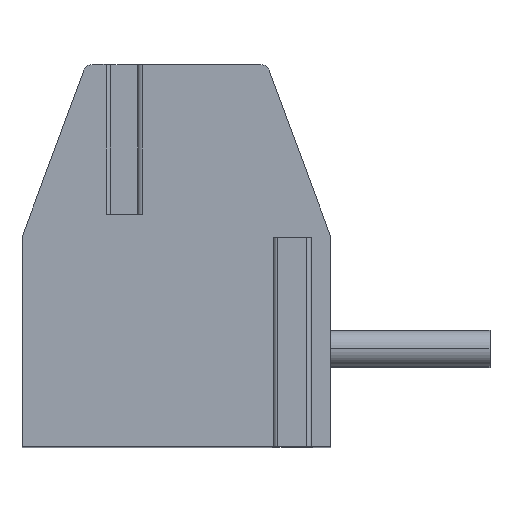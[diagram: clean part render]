
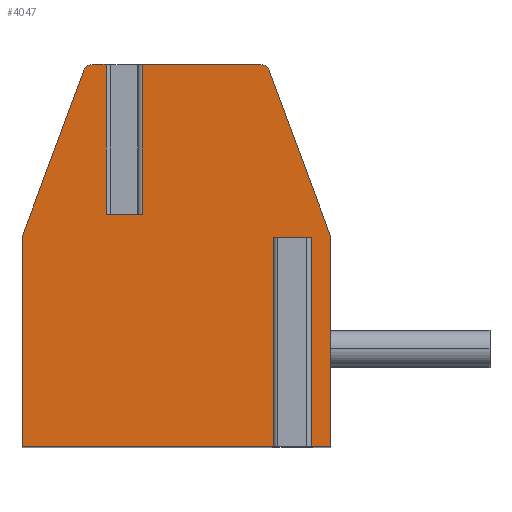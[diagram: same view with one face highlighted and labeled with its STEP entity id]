
A CAD part, top view. The second image highlights one B-rep face of the part: STEP entity #4047.
In plain terms, the highlighted planar face has unit normal (0, 0, 1).
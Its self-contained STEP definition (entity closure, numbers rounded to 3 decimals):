
#13=DIRECTION('',(1.,0.,0.));
#14=VECTOR('',#13,0.796);
#15=CARTESIAN_POINT('',(-1.548,0.9,15.75));
#16=LINE('',#15,#14);
#17=DIRECTION('',(0.,1.,0.));
#18=VECTOR('',#17,3.3);
#19=CARTESIAN_POINT('',(-0.752,0.9,15.75));
#20=LINE('',#19,#18);
#21=DIRECTION('',(-1.,0.,0.));
#22=VECTOR('',#21,2.603);
#23=CARTESIAN_POINT('',(1.851,4.2,15.75));
#24=LINE('',#23,#22);
#25=CARTESIAN_POINT('',(1.851,4.,15.75));
#26=DIRECTION('',(0.,0.,1.));
#27=DIRECTION('',(0.938,0.348,0.));
#28=AXIS2_PLACEMENT_3D('',#25,#26,#27);
#30=DIRECTION('',(-0.348,0.938,0.));
#31=VECTOR('',#30,3.914);
#32=CARTESIAN_POINT('',(3.4,0.4,15.75));
#33=LINE('',#32,#31);
#34=DIRECTION('',(0.,1.,0.));
#35=VECTOR('',#34,4.6);
#36=CARTESIAN_POINT('',(3.4,-4.2,15.75));
#37=LINE('',#36,#35);
#38=DIRECTION('',(1.,0.,0.));
#39=VECTOR('',#38,0.634);
#40=CARTESIAN_POINT('',(2.766,-4.2,15.75));
#41=LINE('',#40,#39);
#42=DIRECTION('',(0.,1.,0.));
#43=VECTOR('',#42,4.6);
#44=CARTESIAN_POINT('',(2.766,-4.2,15.75));
#45=LINE('',#44,#43);
#46=DIRECTION('',(-1.,0.,0.));
#47=VECTOR('',#46,0.43);
#48=CARTESIAN_POINT('',(2.766,0.4,15.75));
#49=LINE('',#48,#47);
#50=DIRECTION('',(0.,1.,0.));
#51=VECTOR('',#50,4.6);
#52=CARTESIAN_POINT('',(2.336,-4.2,15.75));
#53=LINE('',#52,#51);
#54=DIRECTION('',(1.,0.,0.));
#55=VECTOR('',#54,5.736);
#56=CARTESIAN_POINT('',(-3.4,-4.2,15.75));
#57=LINE('',#56,#55);
#58=DIRECTION('',(0.,-1.,0.));
#59=VECTOR('',#58,4.6);
#60=CARTESIAN_POINT('',(-3.4,0.4,15.75));
#61=LINE('',#60,#59);
#62=DIRECTION('',(-0.348,-0.938,0.));
#63=VECTOR('',#62,3.914);
#64=CARTESIAN_POINT('',(-2.038,4.07,15.75));
#65=LINE('',#64,#63);
#66=CARTESIAN_POINT('',(-1.851,4.,15.75));
#67=DIRECTION('',(0.,0.,1.));
#68=DIRECTION('',(0.,1.,0.));
#69=AXIS2_PLACEMENT_3D('',#66,#67,#68);
#71=DIRECTION('',(-1.,0.,0.));
#72=VECTOR('',#71,0.303);
#73=CARTESIAN_POINT('',(-1.548,4.2,15.75));
#74=LINE('',#73,#72);
#75=DIRECTION('',(0.,1.,0.));
#76=VECTOR('',#75,3.3);
#77=CARTESIAN_POINT('',(-1.548,0.9,15.75));
#78=LINE('',#77,#76);
#3154=CARTESIAN_POINT('',(-1.851,4.2,15.75));
#3155=CARTESIAN_POINT('',(-2.038,4.07,15.75));
#3156=VERTEX_POINT('',#3154);
#3157=VERTEX_POINT('',#3155);
#3158=CARTESIAN_POINT('',(-3.4,0.4,15.75));
#3159=VERTEX_POINT('',#3158);
#3160=CARTESIAN_POINT('',(-3.4,-4.2,15.75));
#3161=VERTEX_POINT('',#3160);
#3162=CARTESIAN_POINT('',(3.4,-4.2,15.75));
#3163=CARTESIAN_POINT('',(3.4,0.4,15.75));
#3164=VERTEX_POINT('',#3162);
#3165=VERTEX_POINT('',#3163);
#3166=CARTESIAN_POINT('',(2.038,4.07,15.75));
#3167=VERTEX_POINT('',#3166);
#3168=CARTESIAN_POINT('',(1.851,4.2,15.75));
#3169=VERTEX_POINT('',#3168);
#3210=CARTESIAN_POINT('',(2.766,0.4,15.75));
#3211=CARTESIAN_POINT('',(2.336,0.4,15.75));
#3212=VERTEX_POINT('',#3210);
#3213=VERTEX_POINT('',#3211);
#3214=CARTESIAN_POINT('',(2.336,-4.2,15.75));
#3215=VERTEX_POINT('',#3214);
#3216=CARTESIAN_POINT('',(2.766,-4.2,15.75));
#3217=VERTEX_POINT('',#3216);
#3278=CARTESIAN_POINT('',(-1.548,0.9,15.75));
#3279=CARTESIAN_POINT('',(-0.752,0.9,15.75));
#3280=VERTEX_POINT('',#3278);
#3281=VERTEX_POINT('',#3279);
#3282=CARTESIAN_POINT('',(-1.548,4.2,15.75));
#3283=VERTEX_POINT('',#3282);
#3284=CARTESIAN_POINT('',(-0.752,4.2,15.75));
#3285=VERTEX_POINT('',#3284);
#4008=CARTESIAN_POINT('',(0.,0.,15.75));
#4009=DIRECTION('',(0.,0.,1.));
#4010=DIRECTION('',(1.,0.,0.));
#4011=AXIS2_PLACEMENT_3D('',#4008,#4009,#4010);
#4012=PLANE('',#4011);
#4014=ORIENTED_EDGE('',*,*,#4013,.T.);
#4016=ORIENTED_EDGE('',*,*,#4015,.T.);
#4018=ORIENTED_EDGE('',*,*,#4017,.F.);
#4020=ORIENTED_EDGE('',*,*,#4019,.F.);
#4022=ORIENTED_EDGE('',*,*,#4021,.F.);
#4024=ORIENTED_EDGE('',*,*,#4023,.F.);
#4026=ORIENTED_EDGE('',*,*,#4025,.F.);
#4028=ORIENTED_EDGE('',*,*,#4027,.T.);
#4030=ORIENTED_EDGE('',*,*,#4029,.T.);
#4032=ORIENTED_EDGE('',*,*,#4031,.F.);
#4034=ORIENTED_EDGE('',*,*,#4033,.F.);
#4036=ORIENTED_EDGE('',*,*,#4035,.F.);
#4038=ORIENTED_EDGE('',*,*,#4037,.F.);
#4040=ORIENTED_EDGE('',*,*,#4039,.F.);
#4042=ORIENTED_EDGE('',*,*,#4041,.F.);
#4044=ORIENTED_EDGE('',*,*,#4043,.F.);
#4045=EDGE_LOOP('',(#4014,#4016,#4018,#4020,#4022,#4024,#4026,#4028,#4030,#4032,
#4034,#4036,#4038,#4040,#4042,#4044));
#4046=FACE_OUTER_BOUND('',#4045,.F.);
#29=CIRCLE('',#28,0.2);
#70=CIRCLE('',#69,0.2);
#4013=EDGE_CURVE('',#3280,#3281,#16,.T.);
#4015=EDGE_CURVE('',#3281,#3285,#20,.T.);
#4017=EDGE_CURVE('',#3169,#3285,#24,.T.);
#4019=EDGE_CURVE('',#3167,#3169,#29,.T.);
#4021=EDGE_CURVE('',#3165,#3167,#33,.T.);
#4023=EDGE_CURVE('',#3164,#3165,#37,.T.);
#4025=EDGE_CURVE('',#3217,#3164,#41,.T.);
#4027=EDGE_CURVE('',#3217,#3212,#45,.T.);
#4029=EDGE_CURVE('',#3212,#3213,#49,.T.);
#4031=EDGE_CURVE('',#3215,#3213,#53,.T.);
#4033=EDGE_CURVE('',#3161,#3215,#57,.T.);
#4035=EDGE_CURVE('',#3159,#3161,#61,.T.);
#4037=EDGE_CURVE('',#3157,#3159,#65,.T.);
#4039=EDGE_CURVE('',#3156,#3157,#70,.T.);
#4041=EDGE_CURVE('',#3283,#3156,#74,.T.);
#4043=EDGE_CURVE('',#3280,#3283,#78,.T.);
#4047=ADVANCED_FACE('',(#4046),#4012,.T.);
